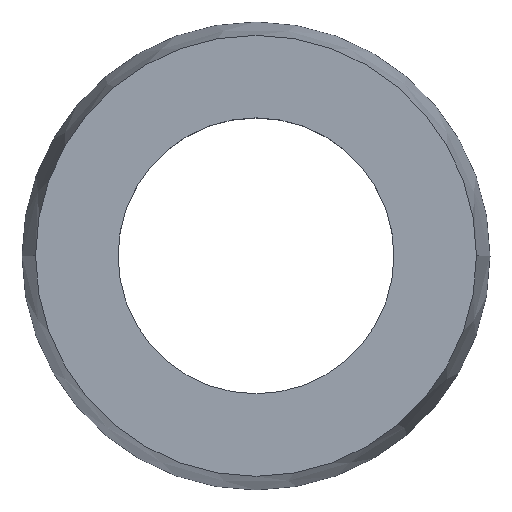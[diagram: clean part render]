
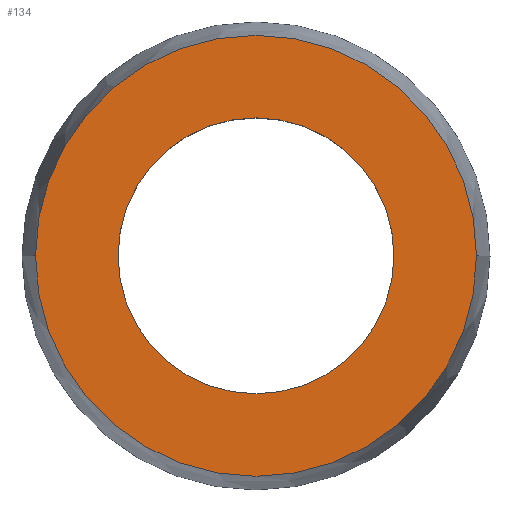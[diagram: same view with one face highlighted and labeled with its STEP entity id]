
A CAD part, top view. The second image highlights one B-rep face of the part: STEP entity #134.
In plain terms, the highlighted planar face has unit normal (0, 0, 1).
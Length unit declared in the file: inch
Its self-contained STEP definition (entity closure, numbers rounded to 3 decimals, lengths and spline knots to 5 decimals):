
#14 = EDGE_CURVE ( 'NONE', #161, #219, #84, .T. ) ;
#21 = PLANE ( 'NONE',  #188 ) ;
#27 = AXIS2_PLACEMENT_3D ( 'NONE', #224, #239, #127 ) ;
#39 = CARTESIAN_POINT ( 'NONE',  ( -0.31802, 0., 0.142 ) ) ;
#40 = CIRCLE ( 'NONE', #150, 0.31802 ) ;
#55 = CIRCLE ( 'NONE', #242, 0.199 ) ;
#62 = DIRECTION ( 'NONE',  ( 1., 0., 0. ) ) ;
#77 = CARTESIAN_POINT ( 'NONE',  ( 0., 0., 0.142 ) ) ;
#82 = FACE_OUTER_BOUND ( 'NONE', #111, .T. ) ;
#84 = CIRCLE ( 'NONE', #27, 0.31802 ) ;
#90 = ORIENTED_EDGE ( 'NONE', *, *, #105, .T. ) ;
#91 = DIRECTION ( 'NONE',  ( 0., 0., 1. ) ) ;
#93 = CARTESIAN_POINT ( 'NONE',  ( 0., 0., 0.142 ) ) ;
#105 = EDGE_CURVE ( 'NONE', #219, #161, #40, .T. ) ;
#108 = ORIENTED_EDGE ( 'NONE', *, *, #217, .F. ) ;
#111 = EDGE_LOOP ( 'NONE', ( #90, #247 ) ) ;
#113 = DIRECTION ( 'NONE',  ( 0., 0., 1. ) ) ;
#117 = CARTESIAN_POINT ( 'NONE',  ( -0.199, 0., 0.142 ) ) ;
#119 = VERTEX_POINT ( 'NONE', #117 ) ;
#120 = DIRECTION ( 'NONE',  ( 0., 0., 1. ) ) ;
#124 = CIRCLE ( 'NONE', #238, 0.199 ) ;
#127 = DIRECTION ( 'NONE',  ( 1., 0., 0. ) ) ;
#134 = ADVANCED_FACE ( 'NONE', ( #82, #240 ), #21, .T. ) ;
#141 = EDGE_CURVE ( 'NONE', #119, #201, #124, .T. ) ;
#143 = CARTESIAN_POINT ( 'NONE',  ( 0.31802, 0., 0.142 ) ) ;
#150 = AXIS2_PLACEMENT_3D ( 'NONE', #77, #91, #182 ) ;
#159 = DIRECTION ( 'NONE',  ( 1., 0., 0. ) ) ;
#161 = VERTEX_POINT ( 'NONE', #39 ) ;
#166 = DIRECTION ( 'NONE',  ( 1., 0., 0. ) ) ;
#170 = EDGE_LOOP ( 'NONE', ( #231, #108 ) ) ;
#182 = DIRECTION ( 'NONE',  ( 1., 0., 0. ) ) ;
#188 = AXIS2_PLACEMENT_3D ( 'NONE', #93, #113, #159 ) ;
#196 = DIRECTION ( 'NONE',  ( 0., 0., 1. ) ) ;
#199 = CARTESIAN_POINT ( 'NONE',  ( 0., 0., 0.142 ) ) ;
#201 = VERTEX_POINT ( 'NONE', #216 ) ;
#216 = CARTESIAN_POINT ( 'NONE',  ( 0.199, 0., 0.142 ) ) ;
#217 = EDGE_CURVE ( 'NONE', #201, #119, #55, .T. ) ;
#219 = VERTEX_POINT ( 'NONE', #143 ) ;
#224 = CARTESIAN_POINT ( 'NONE',  ( 0., 0., 0.142 ) ) ;
#231 = ORIENTED_EDGE ( 'NONE', *, *, #141, .F. ) ;
#238 = AXIS2_PLACEMENT_3D ( 'NONE', #251, #196, #166 ) ;
#239 = DIRECTION ( 'NONE',  ( 0., 0., 1. ) ) ;
#240 = FACE_BOUND ( 'NONE', #170, .T. ) ;
#242 = AXIS2_PLACEMENT_3D ( 'NONE', #199, #120, #62 ) ;
#247 = ORIENTED_EDGE ( 'NONE', *, *, #14, .T. ) ;
#251 = CARTESIAN_POINT ( 'NONE',  ( 0., 0., 0.142 ) ) ;
